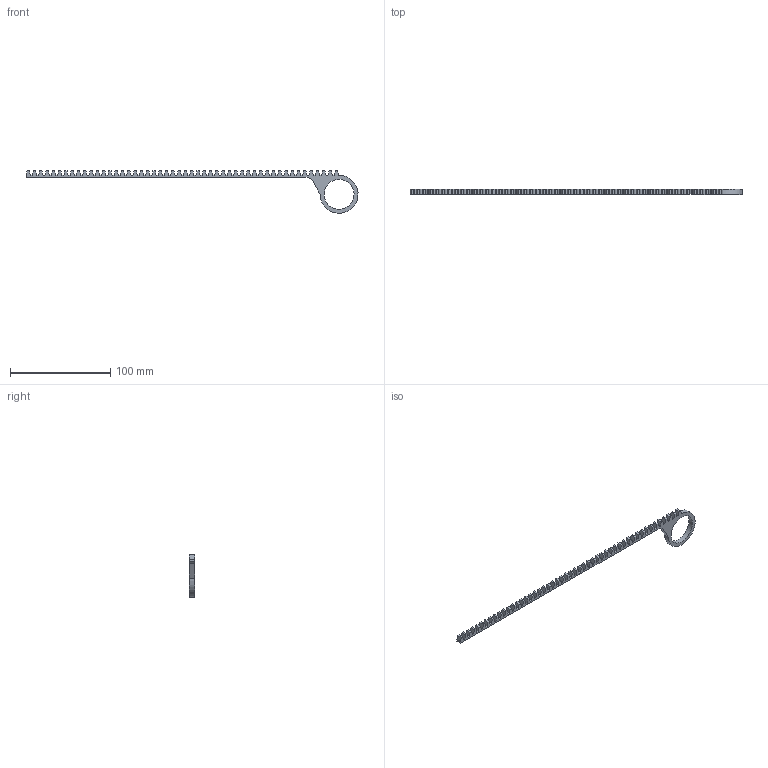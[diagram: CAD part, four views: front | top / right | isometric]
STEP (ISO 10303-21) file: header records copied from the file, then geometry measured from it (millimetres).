
FILE_DESCRIPTION(/* description */ ('','CAx-IF Rec.Pracs.---Representation and Presentation of Product Manufacturing Information (PMI)---4.0---2014-10-13'),/* implementation_level */ '2;1');
FILE_NAME(/* name */ 'Ripcord.step',/* time_stamp */ '2025-02-27T11:43:56+08:00',/* author */ (''),/* organization */ (''),/* preprocessor_version */ 'ST-DEVELOPER v20',/* originating_system */ 'Autodesk Translation Framework v13.20.0.188',/* authorisation */ '');
FILE_SCHEMA (('AP242_MANAGED_MODEL_BASED_3D_ENGINEERING_MIM_LF { 1 0 10303 442 1 1 4 }'));
Length unit declared in the file: millimetre
Products named in the file (1): Rip cord
Bounding box: 331.73 x 5 x 42.45 mm (x, y, z)
Volume: 9548 mm3; surface area: 9553.6 mm2
Topology: 1 solids, 1 shells, 209 faces, 621 edges, 414 vertices
Faces by surface type: plane 206, cylinder 3
Entity records: 6898 total; most frequent: CARTESIAN_POINT 1245, ORIENTED_EDGE 1242, DIRECTION 1047, EDGE_CURVE 621, LINE 615, VECTOR 615, VERTEX_POINT 414, AXIS2_PLACEMENT_3D 216
